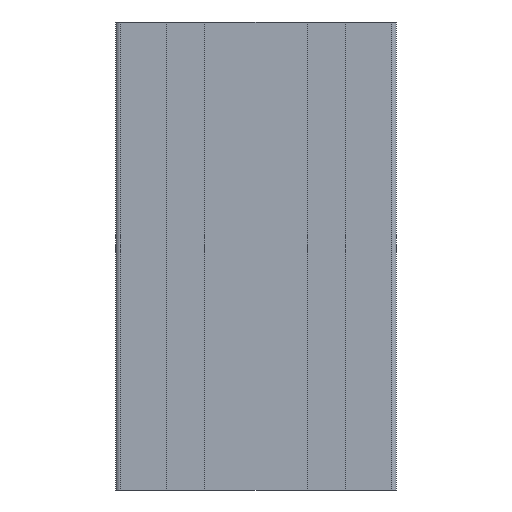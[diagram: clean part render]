
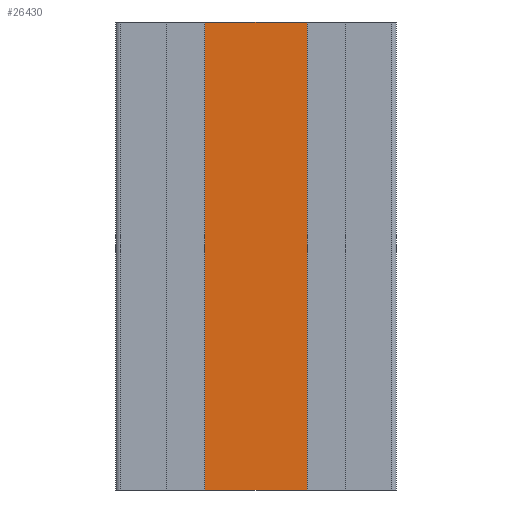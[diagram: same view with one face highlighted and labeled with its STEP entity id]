
A CAD part, left-side view. The second image highlights one B-rep face of the part: STEP entity #26430.
In plain terms, the highlighted planar face has unit normal (-1, 0, 0).
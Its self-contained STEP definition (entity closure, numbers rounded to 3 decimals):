
#3180=CARTESIAN_POINT('',(-18.885,-32.658,405.));
#3190=VERTEX_POINT('',#3180);
#3220=CARTESIAN_POINT('',(-18.885,0.,405.));
#3230=DIRECTION('',(0.,-1.,0.));
#3240=VECTOR('',#3230,1.);
#3250=LINE('',#3220,#3240);
#3260=CARTESIAN_POINT('',(-18.885,-10.708,405.));
#3270=VERTEX_POINT('',#3260);
#3280=EDGE_CURVE('',#3270,#3190,#3250,.T.);
#23730=CARTESIAN_POINT('',(-18.885,-10.708,305.));
#23740=VERTEX_POINT('',#23730);
#23770=CARTESIAN_POINT('',(-18.885,0.,305.));
#23780=DIRECTION('',(0.,-1.,0.));
#23790=VECTOR('',#23780,1.);
#23800=LINE('',#23770,#23790);
#23810=CARTESIAN_POINT('',(-18.885,-32.658,305.));
#23820=VERTEX_POINT('',#23810);
#23830=EDGE_CURVE('',#23740,#23820,#23800,.T.);
#26000=CARTESIAN_POINT('',(-18.885,-10.708,0.));
#26010=DIRECTION('',(0.,0.,-1.));
#26020=VECTOR('',#26010,1.);
#26030=LINE('',#26000,#26020);
#26040=EDGE_CURVE('',#3270,#23740,#26030,.T.);
#26270=CARTESIAN_POINT('',(-18.885,-10.683,0.));
#26280=DIRECTION('',(1.,0.,0.));
#26290=DIRECTION('',(0.,-1.,0.));
#26300=AXIS2_PLACEMENT_3D('',#26270,#26280,#26290);
#26310=PLANE('',#26300);
#26320=CARTESIAN_POINT('',(-18.885,-32.658,0.));
#26330=DIRECTION('',(0.,0.,1.));
#26340=VECTOR('',#26330,1.);
#26350=LINE('',#26320,#26340);
#26360=EDGE_CURVE('',#23820,#3190,#26350,.T.);
#26370=ORIENTED_EDGE('',*,*,#26360,.T.);
#26380=ORIENTED_EDGE('',*,*,#23830,.T.);
#26390=ORIENTED_EDGE('',*,*,#26040,.T.);
#26400=ORIENTED_EDGE('',*,*,#3280,.F.);
#26410=EDGE_LOOP('',(#26400,#26390,#26380,#26370));
#26420=FACE_OUTER_BOUND('',#26410,.T.);
#26430=ADVANCED_FACE('',(#26420),#26310,.F.);
